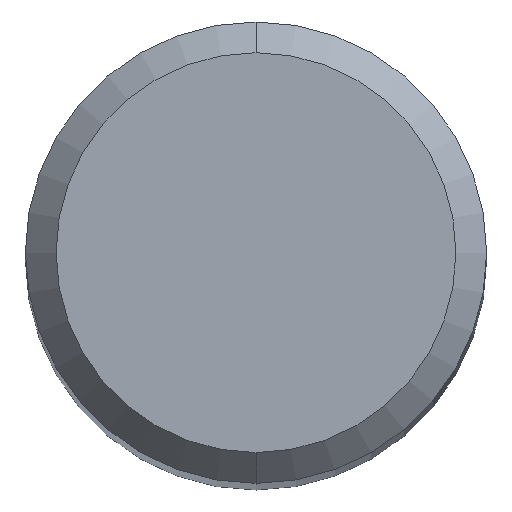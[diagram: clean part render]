
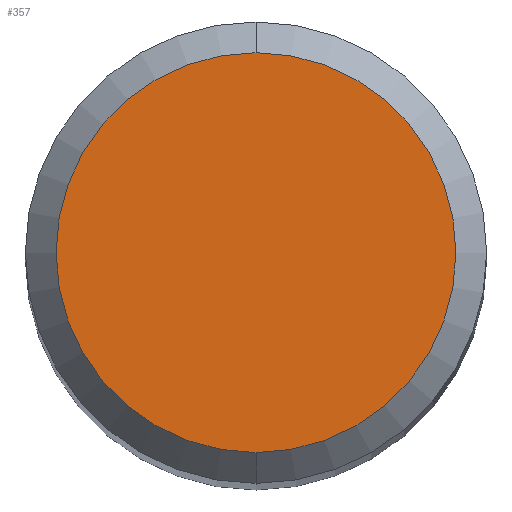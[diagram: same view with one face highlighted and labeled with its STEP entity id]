
A CAD part, top view. The second image highlights one B-rep face of the part: STEP entity #357.
In plain terms, the highlighted planar face has unit normal (0, 0, 1).
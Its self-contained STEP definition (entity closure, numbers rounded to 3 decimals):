
#207=VERTEX_POINT('',#518);
#253=EDGE_CURVE('',#207,#449,#569,.T.);
#329=EDGE_CURVE('',#449,#207,#658,.T.);
#357=ADVANCED_FACE('',(#686),#687,.T.);
#449=VERTEX_POINT('',#785);
#518=CARTESIAN_POINT('',(0.,-2.6,0.0));
#569=CIRCLE('',#976,2.6);
#658=CIRCLE('',#1159,2.6);
#686=FACE_OUTER_BOUND('',#1227,.T.);
#687=PLANE('',#1228);
#785=CARTESIAN_POINT('',(0.0,2.6,0.0));
#976=AXIS2_PLACEMENT_3D('',#1545,#1546,#1547);
#1159=AXIS2_PLACEMENT_3D('',#1685,#1686,#1687);
#1227=EDGE_LOOP('',(#1702,#1703));
#1228=AXIS2_PLACEMENT_3D('',#1704,#1705,#1706);
#1545=CARTESIAN_POINT('',(0.0,0.0,0.0));
#1546=DIRECTION('',(0.0,0.0,-1.0));
#1547=DIRECTION('',(0.0,1.0,0.0));
#1685=CARTESIAN_POINT('',(0.0,0.0,0.0));
#1686=DIRECTION('',(0.0,0.0,-1.0));
#1687=DIRECTION('',(0.0,1.0,0.0));
#1702=ORIENTED_EDGE('',*,*,#329,.F.);
#1703=ORIENTED_EDGE('',*,*,#253,.F.);
#1704=CARTESIAN_POINT('',(0.0,1.3,0.0));
#1705=DIRECTION('',(-0.0,0.0,1.0));
#1706=DIRECTION('',(0.0,-1.0,0.0));
